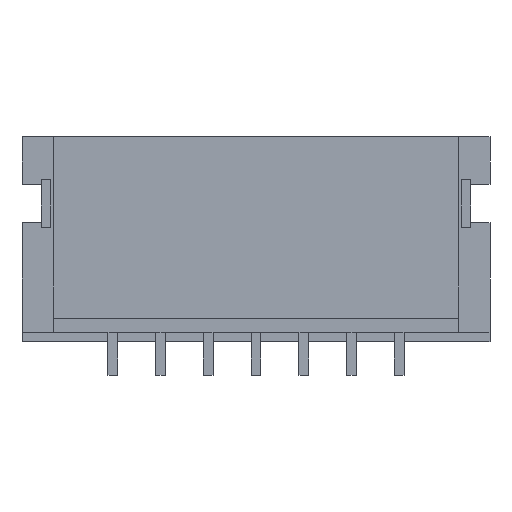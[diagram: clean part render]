
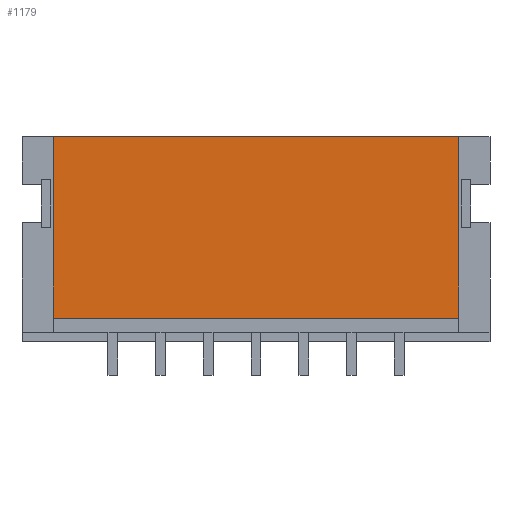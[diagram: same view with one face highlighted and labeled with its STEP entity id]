
A CAD part, front view. The second image highlights one B-rep face of the part: STEP entity #1179.
In plain terms, the highlighted planar face has unit normal (0, -1, 0).
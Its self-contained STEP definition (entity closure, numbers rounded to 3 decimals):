
#1044 = ORIENTED_EDGE ( 'NONE', *, *, #1045, .T. ) ;
#1045 = EDGE_CURVE ( 'NONE', #1187, #1188, #3245, .T. ) ;
#1046 = ORIENTED_EDGE ( 'NONE', *, *, #1047, .T. ) ;
#1047 = EDGE_CURVE ( 'NONE', #1188, #1184, #3240, .T. ) ;
#1179 = ADVANCED_FACE ( 'NONE', ( #3761 ), #3746, .F. ) ;
#1180 = EDGE_LOOP ( 'NONE', ( #1181, #1185, #1044, #1046 ) ) ;
#1181 = ORIENTED_EDGE ( 'NONE', *, *, #1182, .F. ) ;
#1182 = EDGE_CURVE ( 'NONE', #1183, #1184, #3741, .T. ) ;
#1183 = VERTEX_POINT ( 'NONE', #3712 ) ;
#1184 = VERTEX_POINT ( 'NONE', #3711 ) ;
#1185 = ORIENTED_EDGE ( 'NONE', *, *, #1186, .F. ) ;
#1186 = EDGE_CURVE ( 'NONE', #1187, #1183, #3710, .T. ) ;
#1187 = VERTEX_POINT ( 'NONE', #3706 ) ;
#1188 = VERTEX_POINT ( 'NONE', #3705 ) ;
#3237 = DIRECTION ( 'NONE',  ( -1., 0., 0. ) ) ;
#3238 = VECTOR ( 'NONE', #3237, 1000. ) ;
#3239 = CARTESIAN_POINT ( 'NONE',  ( 4.9, 0., 0. ) ) ;
#3240 = LINE ( 'NONE', #3239, #3238 ) ;
#3242 = DIRECTION ( 'NONE',  ( 0., 0., 1. ) ) ;
#3243 = VECTOR ( 'NONE', #3242, 1000. ) ;
#3244 = CARTESIAN_POINT ( 'NONE',  ( 4.25, 0., -4.3 ) ) ;
#3245 = LINE ( 'NONE', #3244, #3243 ) ;
#3705 = CARTESIAN_POINT ( 'NONE',  ( 4.25, 0., 0. ) ) ;
#3706 = CARTESIAN_POINT ( 'NONE',  ( 4.25, 0., -3.8 ) ) ;
#3707 = DIRECTION ( 'NONE',  ( -1., 0., 0. ) ) ;
#3708 = VECTOR ( 'NONE', #3707, 1000. ) ;
#3709 = CARTESIAN_POINT ( 'NONE',  ( 4.9, 0., -3.8 ) ) ;
#3710 = LINE ( 'NONE', #3709, #3708 ) ;
#3711 = CARTESIAN_POINT ( 'NONE',  ( -4.25, 0., 0. ) ) ;
#3712 = CARTESIAN_POINT ( 'NONE',  ( -4.25, 0., -3.8 ) ) ;
#3738 = DIRECTION ( 'NONE',  ( 0., 0., 1. ) ) ;
#3739 = VECTOR ( 'NONE', #3738, 1000. ) ;
#3740 = CARTESIAN_POINT ( 'NONE',  ( -4.25, 0., -4.3 ) ) ;
#3741 = LINE ( 'NONE', #3740, #3739 ) ;
#3742 = DIRECTION ( 'NONE',  ( 0., 0., 1. ) ) ;
#3743 = DIRECTION ( 'NONE',  ( 0., 1., 0. ) ) ;
#3744 = CARTESIAN_POINT ( 'NONE',  ( 4.9, 0., -3.8 ) ) ;
#3745 = AXIS2_PLACEMENT_3D ( 'NONE', #3744, #3743, #3742 ) ;
#3746 = PLANE ( 'NONE',  #3745 ) ;
#3761 = FACE_OUTER_BOUND ( 'NONE', #1180, .T. ) ;
